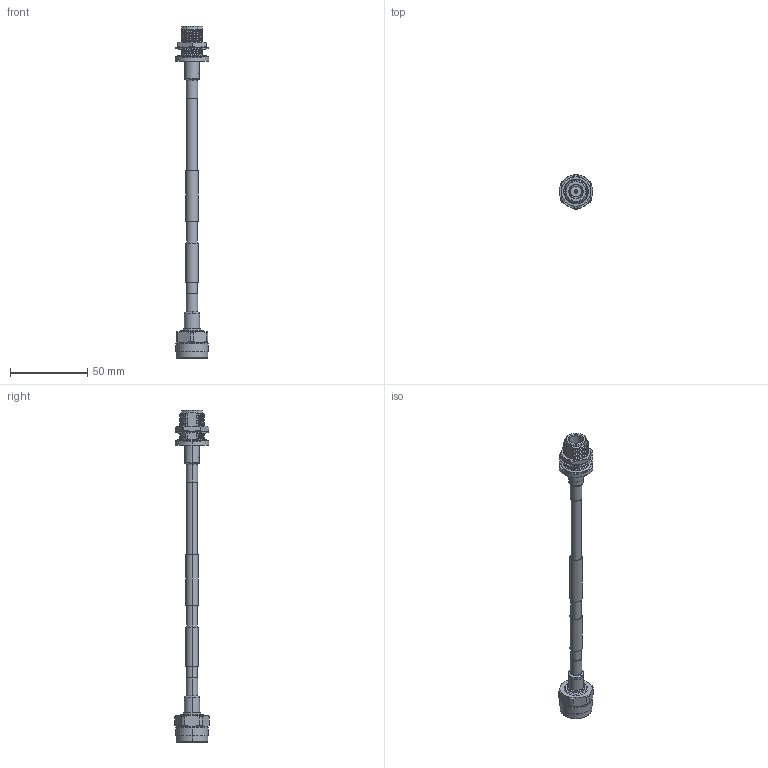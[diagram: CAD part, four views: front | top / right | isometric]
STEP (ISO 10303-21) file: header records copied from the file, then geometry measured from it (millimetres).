
FILE_DESCRIPTION (( 'STEP AP214' ), '1' );
FILE_NAME ('LCCA31047.step', '2022-10-04T19:20:00', ( '' ), ( '' ), 'SwSTEP 2.0', 'SolidWorks 2021', '' );
FILE_SCHEMA (( 'AUTOMOTIVE_DESIGN' ));
Length unit declared in the file: inch
Products named in the file (4): SPP-250-LLPL ^LCCA31047_SPP-250-LLPL; TC-250-NF-BH-LP^LCCA31047_Heat Shrink; TC-250-NM-LP^LCCA31047_Heat Shrink; LCCA31047
Assembly tree (3 placements, depth 2):
  LCCA31047
    SPP-250-LLPL ^LCCA31047_SPP-250-LLPL
    TC-250-NF-BH-LP^LCCA31047_Heat Shrink
    TC-250-NM-LP^LCCA31047_Heat Shrink
Bounding box: 22 x 22.59 x 215.2 mm (x, y, z)
Volume: 15016.5 mm3; surface area: 13569 mm2
Topology: 8 solids, 8 shells, 479 faces, 1303 edges, 854 vertices
Faces by surface type: cylinder 161, bspline 152, plane 88, cone 74, torus 4
Entity records: 70902 total; most frequent: CARTESIAN_POINT 60230, ORIENTED_EDGE 2606, DIRECTION 1655, EDGE_CURVE 1303, VERTEX_POINT 854, AXIS2_PLACEMENT_3D 660, EDGE_LOOP 507, FACE_OUTER_BOUND 479
